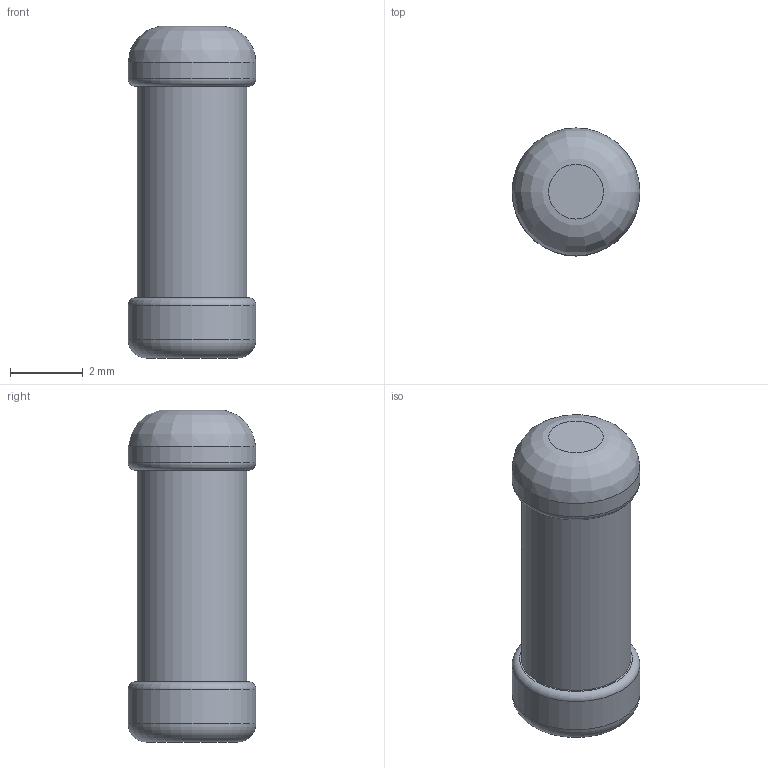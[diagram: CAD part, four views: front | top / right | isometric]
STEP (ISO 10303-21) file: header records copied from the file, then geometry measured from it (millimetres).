
FILE_DESCRIPTION(('FreeCAD Model'),'2;1');
FILE_NAME('Open CASCADE Shape Model','2025-05-07T18:30:06',(''),(''), 'Open CASCADE STEP processor 7.6','FreeCAD','Unknown');
FILE_SCHEMA(('AUTOMOTIVE_DESIGN { 1 0 10303 214 1 1 1 1 }'));
Length unit declared in the file: millimetre
Products named in the file (1): ボディ|体009
Bounding box: 3.5 x 3.5 x 9.1 mm (x, y, z)
Volume: 70 mm3; surface area: 105.7 mm2
Topology: 1 solids, 1 shells, 11 faces, 17 edges, 10 vertices
Faces by surface type: plane 4, cylinder 3, torus 3, revolution 1
Full cylindrical faces by diameter (mm): 3 x1, 3.5 x2
Entity records: 285 total; most frequent: DIRECTION 54, CARTESIAN_POINT 49, ORIENTED_EDGE 34, AXIS2_PLACEMENT_3D 25, EDGE_CURVE 17, CIRCLE 14, FACE_BOUND 13, EDGE_LOOP 13
